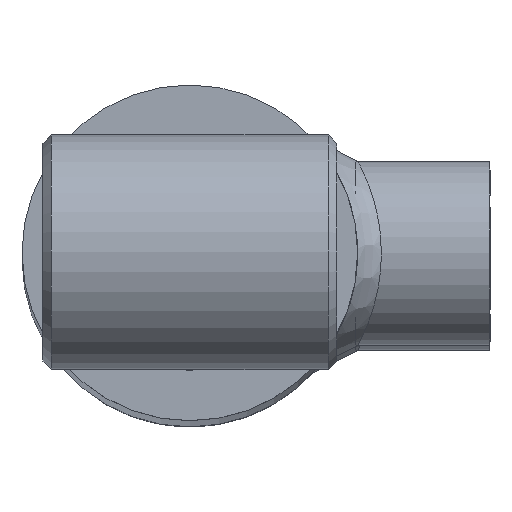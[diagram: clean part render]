
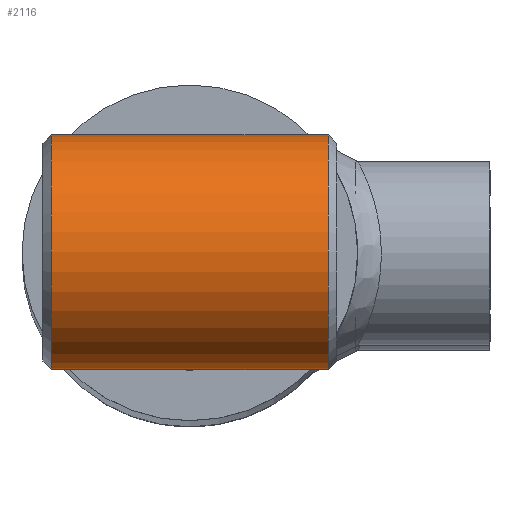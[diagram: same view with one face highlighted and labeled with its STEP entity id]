
A CAD part, top view. The second image highlights one B-rep face of the part: STEP entity #2116.
In plain terms, the highlighted cylindrical face has radius 14 mm (diameter 28 mm), a full revolution.
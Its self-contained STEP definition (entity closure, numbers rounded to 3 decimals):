
#263=LINE('',#5148,#347);
#347=VECTOR('',#3095,14.);
#511=FACE_OUTER_BOUND('',#688,.T.);
#688=EDGE_LOOP('',(#1770,#1771,#1772,#1773,#1774,#1775));
#836=CIRCLE('',#2530,14.);
#837=CIRCLE('',#2531,14.);
#838=CIRCLE('',#2533,14.);
#839=CIRCLE('',#2534,14.);
#1044=VERTEX_POINT('',#5138);
#1045=VERTEX_POINT('',#5139);
#1046=VERTEX_POINT('',#5144);
#1047=VERTEX_POINT('',#5145);
#1292=EDGE_CURVE('',#1044,#1045,#836,.T.);
#1293=EDGE_CURVE('',#1045,#1044,#837,.T.);
#1295=EDGE_CURVE('',#1046,#1047,#838,.T.);
#1296=EDGE_CURVE('',#1047,#1046,#839,.T.);
#1297=EDGE_CURVE('',#1047,#1045,#263,.T.);
#1770=ORIENTED_EDGE('',*,*,#1295,.F.);
#1771=ORIENTED_EDGE('',*,*,#1296,.F.);
#1772=ORIENTED_EDGE('',*,*,#1297,.T.);
#1773=ORIENTED_EDGE('',*,*,#1292,.F.);
#1774=ORIENTED_EDGE('',*,*,#1293,.F.);
#1775=ORIENTED_EDGE('',*,*,#1297,.F.);
#2007=CYLINDRICAL_SURFACE('',#2532,14.);
#2116=ADVANCED_FACE('',(#511),#2007,.T.);
#2530=AXIS2_PLACEMENT_3D('',#5140,#3084,#3085);
#2531=AXIS2_PLACEMENT_3D('',#5141,#3086,#3087);
#2532=AXIS2_PLACEMENT_3D('',#5143,#3089,#3090);
#2533=AXIS2_PLACEMENT_3D('',#5146,#3091,#3092);
#2534=AXIS2_PLACEMENT_3D('',#5147,#3093,#3094);
#3084=DIRECTION('center_axis',(-1.,0.,0.));
#3085=DIRECTION('ref_axis',(0.,-1.,0.));
#3086=DIRECTION('center_axis',(-1.,0.,0.));
#3087=DIRECTION('ref_axis',(0.,-1.,0.));
#3089=DIRECTION('center_axis',(1.,0.,0.));
#3090=DIRECTION('ref_axis',(0.,1.,0.));
#3091=DIRECTION('center_axis',(1.,0.,0.));
#3092=DIRECTION('ref_axis',(0.,-1.,0.));
#3093=DIRECTION('center_axis',(1.,0.,0.));
#3094=DIRECTION('ref_axis',(0.,-1.,0.));
#3095=DIRECTION('',(-1.,0.,0.));
#5138=CARTESIAN_POINT('',(1.,14.,0.));
#5139=CARTESIAN_POINT('',(1.,-14.,0.));
#5140=CARTESIAN_POINT('Origin',(1.,0.,0.));
#5141=CARTESIAN_POINT('Origin',(1.,0.,0.));
#5143=CARTESIAN_POINT('Origin',(0.,0.,0.));
#5144=CARTESIAN_POINT('',(34.,14.,0.));
#5145=CARTESIAN_POINT('',(34.,-14.,0.));
#5146=CARTESIAN_POINT('Origin',(34.,0.,0.));
#5147=CARTESIAN_POINT('Origin',(34.,0.,0.));
#5148=CARTESIAN_POINT('',(0.,-14.,0.));
